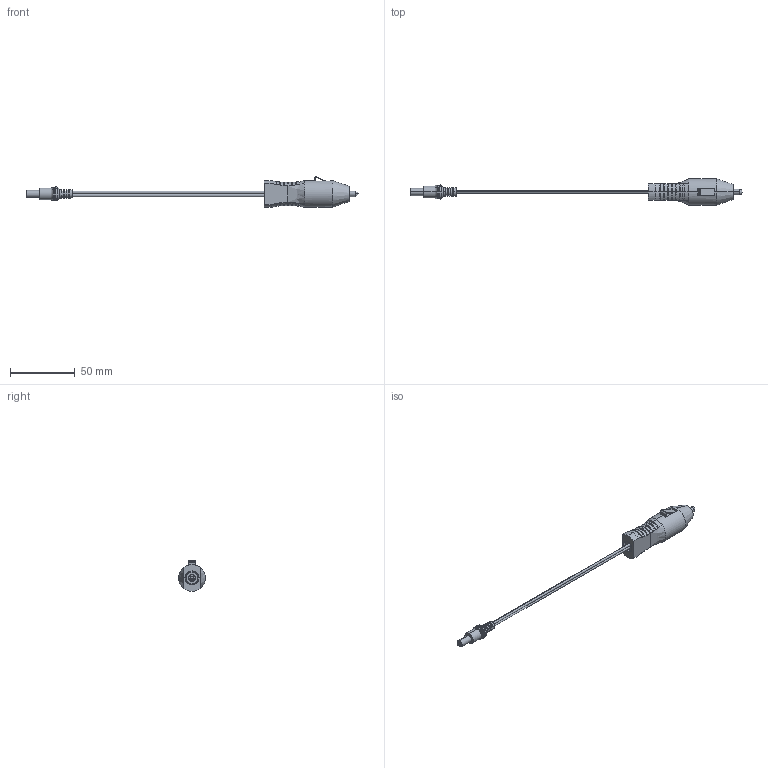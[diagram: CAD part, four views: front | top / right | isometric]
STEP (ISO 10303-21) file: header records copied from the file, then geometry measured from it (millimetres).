
FILE_DESCRIPTION (( 'STEP AP214' ), '1' );
FILE_NAME ('ZA5054.STEP', '2020-02-12T11:03:32', ( '' ), ( '' ), 'SwSTEP 2.0', 'SolidWorks 2017', '' );
FILE_SCHEMA (( 'AUTOMOTIVE_DESIGN' ));
Length unit declared in the file: millimetre
Products named in the file (1): ZA5054
Bounding box: 256.15 x 20.6 x 23.57 mm (x, y, z)
Volume: 19253.8 mm3; surface area: 8397.4 mm2
Topology: 8 solids, 8 shells, 236 faces, 603 edges, 389 vertices
Faces by surface type: plane 114, torus 58, cylinder 33, cone 27, sphere 2, bspline 2
Entity records: 10336 total; most frequent: CARTESIAN_POINT 1659, DIRECTION 1395, ORIENTED_EDGE 1198, EDGE_CURVE 599, AXIS2_PLACEMENT_3D 595, VERTEX_POINT 389, CIRCLE 360, EDGE_LOOP 250
